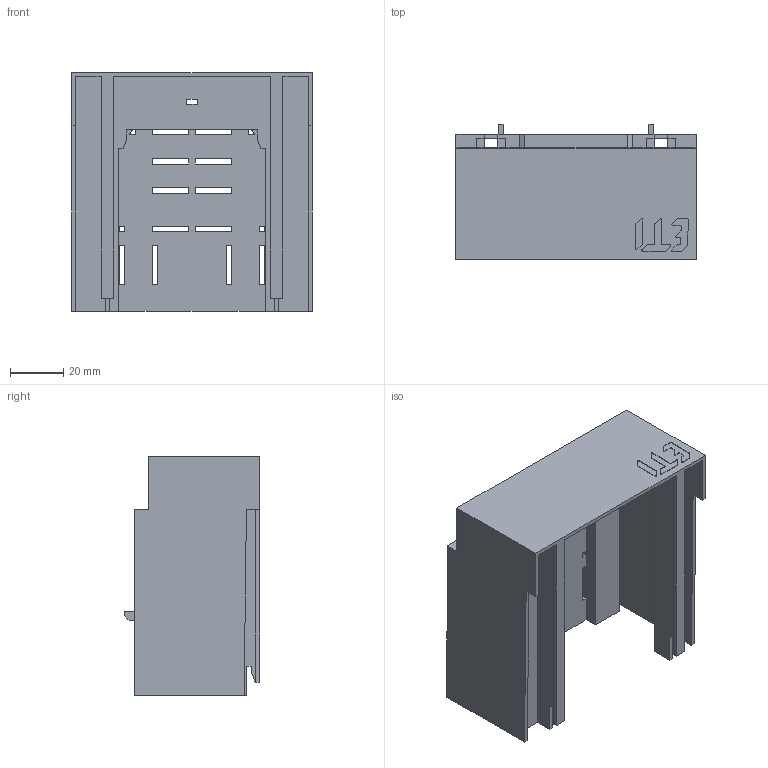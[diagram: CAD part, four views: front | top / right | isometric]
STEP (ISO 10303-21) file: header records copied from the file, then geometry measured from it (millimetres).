
FILE_DESCRIPTION((''),'2;1');
FILE_NAME('T8033010_L_ANSCHLUSSRAUMABDECKU_ASM','2021-05-14T',('marketing.praksa'),('Audax d.o.o.'),'CREO PARAMETRIC BY PTC INC, 2017480','CREO PARAMETRIC BY PTC INC, 2017480','');
FILE_SCHEMA(('AUTOMOTIVE_DESIGN { 1 0 10303 214 1 1 1 1 }'));
Products named in the file (3): FHJHJFJ; DSFGSDFGSD; T8033010_L_ANSCHLUSSRAUMABDECKU_ASM
Assembly tree (2 placements, depth 2):
  T8033010_L_ANSCHLUSSRAUMABDECKU_ASM
    FHJHJFJ
    DSFGSDFGSD
Bounding box: 90.5 x 51 x 90 mm (x, y, z)
Volume: 37628.3 mm3; surface area: 53420.1 mm2
Topology: 4 solids, 4 shells, 314 faces, 982 edges, 658 vertices
Faces by surface type: plane 254, cylinder 56, bspline 4
Entity records: 16490 total; most frequent: CARTESIAN_POINT 2220, ORIENTED_EDGE 1964, DIRECTION 1676, PRESENTATION_STYLE_ASSIGNMENT 1300, STYLED_ITEM 1300, CURVE_STYLE 982, EDGE_CURVE 982, VECTOR 842
